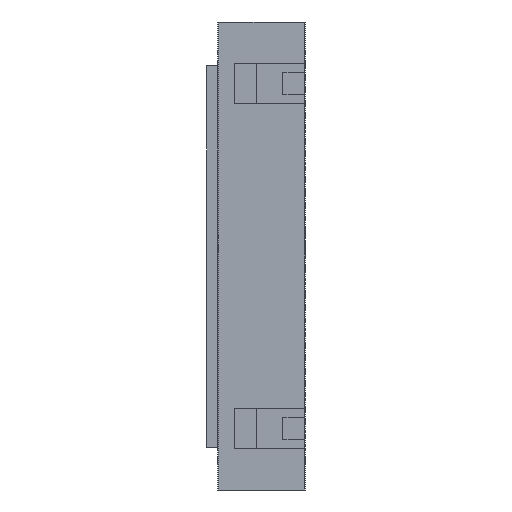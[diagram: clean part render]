
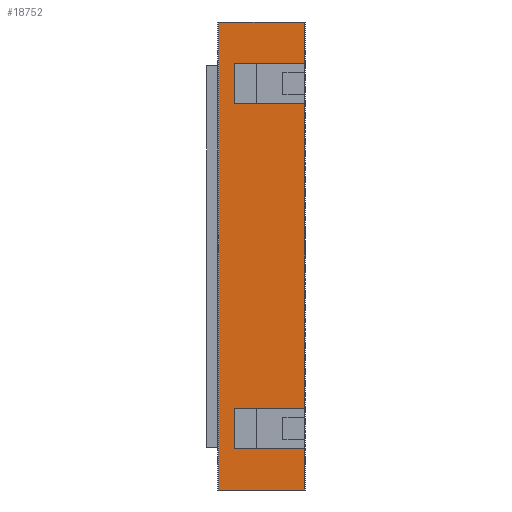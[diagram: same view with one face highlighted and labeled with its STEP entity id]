
A CAD part, front view. The second image highlights one B-rep face of the part: STEP entity #18752.
In plain terms, the highlighted planar face has unit normal (0, -1, 0).
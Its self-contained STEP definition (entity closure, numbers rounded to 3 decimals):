
#1190=DIRECTION('',(0.,0.,-1.));
#1191=VECTOR('',#1190,605.);
#1192=CARTESIAN_POINT('',(-55.5,10.5,302.5));
#1193=LINE('',#1192,#1191);
#1238=DIRECTION('',(-1.,0.,0.));
#1239=VECTOR('',#1238,111.);
#1240=CARTESIAN_POINT('',(55.5,10.5,302.5));
#1241=LINE('',#1240,#1239);
#1382=DIRECTION('',(1.,0.,0.));
#1383=VECTOR('',#1382,90.);
#1384=CARTESIAN_POINT('',(-34.5,10.5,248.75));
#1385=LINE('',#1384,#1383);
#1414=DIRECTION('',(0.,0.,1.));
#1415=VECTOR('',#1414,52.);
#1416=CARTESIAN_POINT('',(-34.5,10.5,196.75));
#1417=LINE('',#1416,#1415);
#1422=DIRECTION('',(1.,0.,0.));
#1423=VECTOR('',#1422,90.);
#1424=CARTESIAN_POINT('',(-34.5,10.5,196.75));
#1425=LINE('',#1424,#1423);
#1426=DIRECTION('',(0.,0.,-1.));
#1427=VECTOR('',#1426,393.5);
#1428=CARTESIAN_POINT('',(55.5,10.5,196.75));
#1429=LINE('',#1428,#1427);
#1430=DIRECTION('',(1.,0.,0.));
#1431=VECTOR('',#1430,90.);
#1432=CARTESIAN_POINT('',(-34.5,10.5,-248.75));
#1433=LINE('',#1432,#1431);
#1434=DIRECTION('',(0.,0.,-1.));
#1435=VECTOR('',#1434,53.75);
#1436=CARTESIAN_POINT('',(55.5,10.5,-248.75));
#1437=LINE('',#1436,#1435);
#1438=DIRECTION('',(-1.,0.,0.));
#1439=VECTOR('',#1438,111.);
#1440=CARTESIAN_POINT('',(55.5,10.5,-302.5));
#1441=LINE('',#1440,#1439);
#1442=DIRECTION('',(0.,0.,-1.));
#1443=VECTOR('',#1442,53.75);
#1444=CARTESIAN_POINT('',(55.5,10.5,302.5));
#1445=LINE('',#1444,#1443);
#1458=DIRECTION('',(1.,0.,0.));
#1459=VECTOR('',#1458,90.);
#1460=CARTESIAN_POINT('',(-34.5,10.5,-196.75));
#1461=LINE('',#1460,#1459);
#1538=DIRECTION('',(0.,0.,1.));
#1539=VECTOR('',#1538,52.);
#1540=CARTESIAN_POINT('',(-34.5,10.5,-248.75));
#1541=LINE('',#1540,#1539);
#14140=CARTESIAN_POINT('',(-55.5,10.5,-302.5));
#14142=VERTEX_POINT('',#14140);
#14144=CARTESIAN_POINT('',(55.5,10.5,-302.5));
#14145=VERTEX_POINT('',#14144);
#14154=CARTESIAN_POINT('',(-55.5,10.5,302.5));
#14155=VERTEX_POINT('',#14154);
#14162=CARTESIAN_POINT('',(55.5,10.5,302.5));
#14163=VERTEX_POINT('',#14162);
#14176=CARTESIAN_POINT('',(55.5,10.5,248.75));
#14177=VERTEX_POINT('',#14176);
#14179=CARTESIAN_POINT('',(55.5,10.5,196.75));
#14181=VERTEX_POINT('',#14179);
#14188=CARTESIAN_POINT('',(55.5,10.5,-196.75));
#14189=VERTEX_POINT('',#14188);
#14191=CARTESIAN_POINT('',(55.5,10.5,-248.75));
#14193=VERTEX_POINT('',#14191);
#14228=CARTESIAN_POINT('',(-34.5,10.5,-248.75));
#14229=VERTEX_POINT('',#14228);
#14238=CARTESIAN_POINT('',(-34.5,10.5,248.75));
#14239=VERTEX_POINT('',#14238);
#14240=CARTESIAN_POINT('',(-34.5,10.5,196.75));
#14241=VERTEX_POINT('',#14240);
#14242=CARTESIAN_POINT('',(-34.5,10.5,-196.75));
#14243=VERTEX_POINT('',#14242);
#18729=CARTESIAN_POINT('',(-55.5,10.5,-302.5));
#18730=DIRECTION('',(0.,-1.,0.));
#18731=DIRECTION('',(1.,0.,0.));
#18732=AXIS2_PLACEMENT_3D('',#18729,#18730,#18731);
#18733=PLANE('',#18732);
#18734=ORIENTED_EDGE('',*,*,#18671,.F.);
#18735=ORIENTED_EDGE('',*,*,#18721,.F.);
#18736=ORIENTED_EDGE('',*,*,#18583,.T.);
#18737=ORIENTED_EDGE('',*,*,#18563,.T.);
#18739=ORIENTED_EDGE('',*,*,#18738,.F.);
#18741=ORIENTED_EDGE('',*,*,#18740,.F.);
#18743=ORIENTED_EDGE('',*,*,#18742,.T.);
#18745=ORIENTED_EDGE('',*,*,#18744,.T.);
#18746=ORIENTED_EDGE('',*,*,#18312,.T.);
#18747=ORIENTED_EDGE('',*,*,#18345,.F.);
#18748=ORIENTED_EDGE('',*,*,#18413,.F.);
#18749=ORIENTED_EDGE('',*,*,#18485,.T.);
#18750=EDGE_LOOP('',(#18734,#18735,#18736,#18737,#18739,#18741,#18743,#18745,
#18746,#18747,#18748,#18749));
#18751=FACE_OUTER_BOUND('',#18750,.F.);
#18752=ADVANCED_FACE('',(#18751),#18733,.T.);
#18312=EDGE_CURVE('',#14145,#14142,#1441,.T.);
#18345=EDGE_CURVE('',#14155,#14142,#1193,.T.);
#18413=EDGE_CURVE('',#14163,#14155,#1241,.T.);
#18485=EDGE_CURVE('',#14163,#14177,#1445,.T.);
#18563=EDGE_CURVE('',#14181,#14189,#1429,.T.);
#18583=EDGE_CURVE('',#14241,#14181,#1425,.T.);
#18671=EDGE_CURVE('',#14239,#14177,#1385,.T.);
#18721=EDGE_CURVE('',#14241,#14239,#1417,.T.);
#18738=EDGE_CURVE('',#14243,#14189,#1461,.T.);
#18740=EDGE_CURVE('',#14229,#14243,#1541,.T.);
#18742=EDGE_CURVE('',#14229,#14193,#1433,.T.);
#18744=EDGE_CURVE('',#14193,#14145,#1437,.T.);
